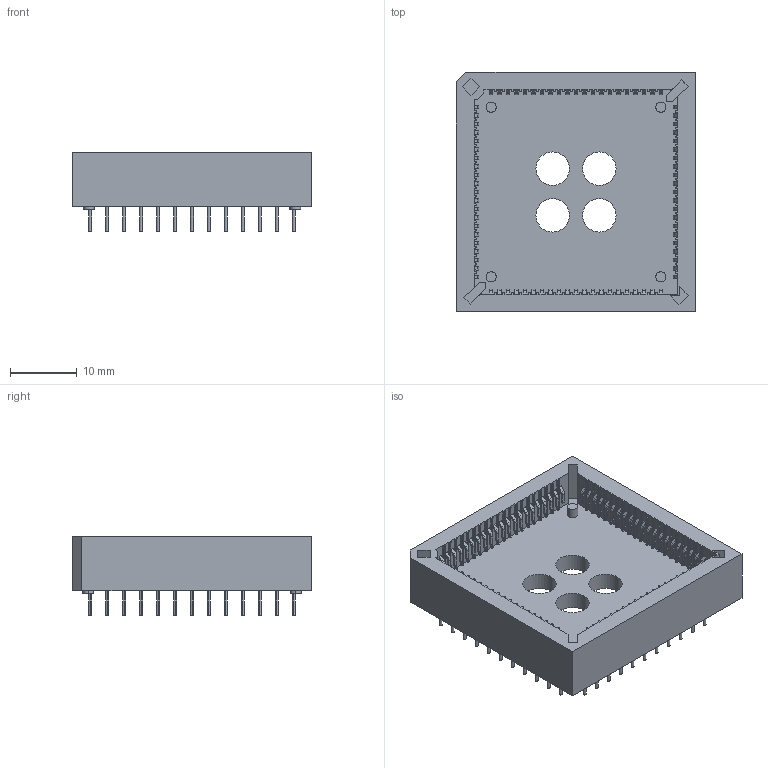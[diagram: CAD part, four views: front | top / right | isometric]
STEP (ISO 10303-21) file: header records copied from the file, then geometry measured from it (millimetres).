
FILE_DESCRIPTION(('STEP AP214'),'1');
FILE_NAME('1-822473-7.stp','2020-08-29T03:34:57',('TraceParts'),('TraceParts S.A.'),'Spatial InterOp 3D',' ',' ');
FILE_SCHEMA(('AUTOMOTIVE_DESIGN { 1 0 10303 214 1 1 1 1 }'));
Length unit declared in the file: millimetre
Products named in the file (1): 1-822473-7
Bounding box: 35.88 x 35.88 x 11.75 mm (x, y, z)
Volume: 5163.6 mm3; surface area: 5540.5 mm2
Topology: 1 solids, 1 shells, 1558 faces, 4131 edges, 2754 vertices
Faces by surface type: plane 1038, cylinder 520
Entity records: 48326 total; most frequent: CARTESIAN_POINT 8444, DIRECTION 8289, ORIENTED_EDGE 8262, EDGE_CURVE 4131, LINE 3091, VECTOR 3091, VERTEX_POINT 2754, AXIS2_PLACEMENT_3D 2599
